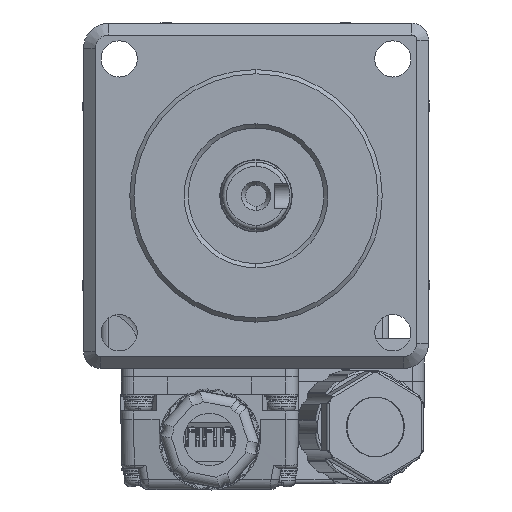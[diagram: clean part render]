
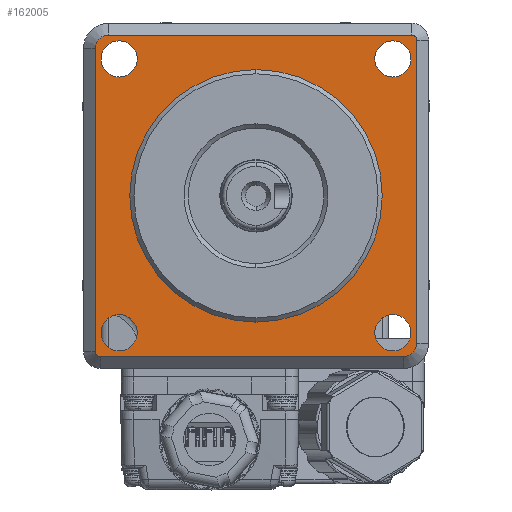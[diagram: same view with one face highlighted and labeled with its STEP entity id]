
A CAD part, front view. The second image highlights one B-rep face of the part: STEP entity #162005.
In plain terms, the highlighted face is planar.
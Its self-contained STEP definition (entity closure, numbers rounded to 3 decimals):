
#158724=DIRECTION('',(-1.,0.,0.));
#158725=VECTOR('',#158724,36.);
#158726=CARTESIAN_POINT('',(17.5,-19.1,
2.6));
#158727=LINE('',#158726,#158725);
#158731=CARTESIAN_POINT('',(17.5,-17.5,2.6));
#158732=DIRECTION('',(0.,0.,-1.));
#158733=DIRECTION('',(1.,0.,0.));
#158734=AXIS2_PLACEMENT_3D('',#158731,#158732,#158733);
#158739=DIRECTION('',(0.,-1.,0.));
#158740=VECTOR('',#158739,36.);
#158741=CARTESIAN_POINT('',(19.1,18.5,
2.6));
#158742=LINE('',#158741,#158740);
#158746=CARTESIAN_POINT('',(18.5,18.5,2.6));
#158747=DIRECTION('',(0.,0.,-1.));
#158748=DIRECTION('',(0.,1.,0.));
#158749=AXIS2_PLACEMENT_3D('',#158746,#158747,#158748);
#158754=DIRECTION('',(1.,0.,0.));
#158755=VECTOR('',#158754,36.);
#158756=CARTESIAN_POINT('',(-17.5,19.1,
2.6));
#158757=LINE('',#158756,#158755);
#158761=CARTESIAN_POINT('',(-17.5,17.5,2.6));
#158762=DIRECTION('',(0.,0.,-1.));
#158763=DIRECTION('',(-1.,0.,0.));
#158764=AXIS2_PLACEMENT_3D('',#158761,#158762,#158763);
#158769=DIRECTION('',(0.,1.,0.));
#158770=VECTOR('',#158769,36.);
#158771=CARTESIAN_POINT('',(-19.1,-18.5,
2.6));
#158772=LINE('',#158771,#158770);
#158776=CARTESIAN_POINT('',(-18.5,-18.5,2.6));
#158777=DIRECTION('',(0.,0.,-1.));
#158778=DIRECTION('',(0.,-1.,0.));
#158779=AXIS2_PLACEMENT_3D('',#158776,#158777,#158778);
#158784=CARTESIAN_POINT('',(0.,0.,2.6));
#158785=DIRECTION('',(0.,0.,1.));
#158786=DIRECTION('',(-1.,0.,0.));
#158787=AXIS2_PLACEMENT_3D('',#158784,#158785,#158786);
#158792=CARTESIAN_POINT('',(0.,0.,2.6));
#158793=DIRECTION('',(0.,0.,1.));
#158794=DIRECTION('',(1.,0.,0.));
#158795=AXIS2_PLACEMENT_3D('',#158792,#158793,#158794);
#158800=CARTESIAN_POINT('',(16.263,16.263,2.6));
#158801=DIRECTION('',(0.,0.,1.));
#158802=DIRECTION('',(1.,0.,0.));
#158803=AXIS2_PLACEMENT_3D('',#158800,#158801,#158802);
#158808=CARTESIAN_POINT('',(16.263,16.263,2.6));
#158809=DIRECTION('',(0.,0.,1.));
#158810=DIRECTION('',(-1.,0.,0.));
#158811=AXIS2_PLACEMENT_3D('',#158808,#158809,#158810);
#158816=CARTESIAN_POINT('',(-16.263,16.263,2.6));
#158817=DIRECTION('',(0.,0.,1.));
#158818=DIRECTION('',(1.,0.,0.));
#158819=AXIS2_PLACEMENT_3D('',#158816,#158817,#158818);
#158824=CARTESIAN_POINT('',(-16.263,16.263,2.6));
#158825=DIRECTION('',(0.,0.,1.));
#158826=DIRECTION('',(-1.,0.,0.));
#158827=AXIS2_PLACEMENT_3D('',#158824,#158825,#158826);
#158832=CARTESIAN_POINT('',(-16.263,-16.263,2.6));
#158833=DIRECTION('',(0.,0.,1.));
#158834=DIRECTION('',(1.,0.,0.));
#158835=AXIS2_PLACEMENT_3D('',#158832,#158833,#158834);
#158840=CARTESIAN_POINT('',(-16.263,-16.263,2.6));
#158841=DIRECTION('',(0.,0.,1.));
#158842=DIRECTION('',(-1.,0.,0.));
#158843=AXIS2_PLACEMENT_3D('',#158840,#158841,#158842);
#158848=CARTESIAN_POINT('',(16.263,-16.263,2.6));
#158849=DIRECTION('',(0.,0.,1.));
#158850=DIRECTION('',(1.,0.,0.));
#158851=AXIS2_PLACEMENT_3D('',#158848,#158849,#158850);
#158856=CARTESIAN_POINT('',(16.263,-16.263,2.6));
#158857=DIRECTION('',(0.,0.,1.));
#158858=DIRECTION('',(-1.,0.,0.));
#158859=AXIS2_PLACEMENT_3D('',#158856,#158857,#158858);
#160770=CARTESIAN_POINT('',(17.5,-19.1,
2.6));
#160771=CARTESIAN_POINT('',(-18.5,-19.1,
2.6));
#160772=VERTEX_POINT('',#160770);
#160773=VERTEX_POINT('',#160771);
#160796=CARTESIAN_POINT('',(-19.1,-18.5,
2.6));
#160797=VERTEX_POINT('',#160796);
#160888=CARTESIAN_POINT('',(-19.1,17.5,
2.6));
#160889=CARTESIAN_POINT('',(-17.5,19.1,
2.6));
#160890=VERTEX_POINT('',#160888);
#160891=VERTEX_POINT('',#160889);
#160912=CARTESIAN_POINT('',(18.413,16.263,2.6));
#160914=VERTEX_POINT('',#160912);
#160963=CARTESIAN_POINT('',(14.113,16.263,2.6));
#160965=VERTEX_POINT('',#160963);
#160999=CARTESIAN_POINT('',(-15.,0.,2.6));
#161000=CARTESIAN_POINT('',(15.,0.,2.6));
#161001=VERTEX_POINT('',#160999);
#161002=VERTEX_POINT('',#161000);
#161026=CARTESIAN_POINT('',(19.1,-17.5,
2.6));
#161027=VERTEX_POINT('',#161026);
#161060=CARTESIAN_POINT('',(19.1,18.5,
2.6));
#161061=VERTEX_POINT('',#161060);
#161065=CARTESIAN_POINT('',(18.5,19.1,
2.6));
#161066=VERTEX_POINT('',#161065);
#161146=CARTESIAN_POINT('',(18.413,-16.263,2.6));
#161147=VERTEX_POINT('',#161146);
#161148=CARTESIAN_POINT('',(-18.413,16.263,2.6));
#161149=CARTESIAN_POINT('',(-14.113,16.263,2.6));
#161150=VERTEX_POINT('',#161148);
#161151=VERTEX_POINT('',#161149);
#161153=CARTESIAN_POINT('',(14.113,-16.263,2.6));
#161154=VERTEX_POINT('',#161153);
#161159=CARTESIAN_POINT('',(-14.113,-16.263,2.6));
#161160=CARTESIAN_POINT('',(-18.413,-16.263,2.6));
#161161=VERTEX_POINT('',#161159);
#161162=VERTEX_POINT('',#161160);
#161958=CARTESIAN_POINT('',(0.,0.,2.6));
#161959=DIRECTION('',(0.,0.,-1.));
#161960=DIRECTION('',(-1.,0.,0.));
#161961=AXIS2_PLACEMENT_3D('',#161958,#161959,#161960);
#161962=PLANE('',#161961);
#161963=ORIENTED_EDGE('',*,*,#161894,.F.);
#161964=ORIENTED_EDGE('',*,*,#161879,.F.);
#161966=ORIENTED_EDGE('',*,*,#161965,.F.);
#161968=ORIENTED_EDGE('',*,*,#161967,.F.);
#161969=ORIENTED_EDGE('',*,*,#161950,.F.);
#161970=ORIENTED_EDGE('',*,*,#161939,.F.);
#161971=ORIENTED_EDGE('',*,*,#161924,.F.);
#161972=ORIENTED_EDGE('',*,*,#161909,.F.);
#161973=EDGE_LOOP('',(#161963,#161964,#161966,#161968,#161969,#161970,#161971,
#161972));
#161974=FACE_OUTER_BOUND('',#161973,.F.);
#161976=ORIENTED_EDGE('',*,*,#161975,.F.);
#161978=ORIENTED_EDGE('',*,*,#161977,.F.);
#161979=EDGE_LOOP('',(#161976,#161978));
#161980=FACE_BOUND('',#161979,.F.);
#161982=ORIENTED_EDGE('',*,*,#161981,.F.);
#161984=ORIENTED_EDGE('',*,*,#161983,.F.);
#161985=EDGE_LOOP('',(#161982,#161984));
#161986=FACE_BOUND('',#161985,.F.);
#161988=ORIENTED_EDGE('',*,*,#161987,.F.);
#161990=ORIENTED_EDGE('',*,*,#161989,.F.);
#161991=EDGE_LOOP('',(#161988,#161990));
#161992=FACE_BOUND('',#161991,.F.);
#161994=ORIENTED_EDGE('',*,*,#161993,.F.);
#161996=ORIENTED_EDGE('',*,*,#161995,.F.);
#161997=EDGE_LOOP('',(#161994,#161996));
#161998=FACE_BOUND('',#161997,.F.);
#162000=ORIENTED_EDGE('',*,*,#161999,.F.);
#162002=ORIENTED_EDGE('',*,*,#162001,.F.);
#162003=EDGE_LOOP('',(#162000,#162002));
#162004=FACE_BOUND('',#162003,.F.);
#158735=CIRCLE('',#158734,1.6);
#158750=CIRCLE('',#158749,0.6);
#158765=CIRCLE('',#158764,1.6);
#158780=CIRCLE('',#158779,0.6);
#158788=CIRCLE('',#158787,15.);
#158796=CIRCLE('',#158795,15.);
#158804=CIRCLE('',#158803,2.15);
#158812=CIRCLE('',#158811,2.15);
#158820=CIRCLE('',#158819,2.15);
#158828=CIRCLE('',#158827,2.15);
#158836=CIRCLE('',#158835,2.15);
#158844=CIRCLE('',#158843,2.15);
#158852=CIRCLE('',#158851,2.15);
#158860=CIRCLE('',#158859,2.15);
#161879=EDGE_CURVE('',#161027,#160772,#158735,.T.);
#161894=EDGE_CURVE('',#160772,#160773,#158727,.T.);
#161909=EDGE_CURVE('',#160773,#160797,#158780,.T.);
#161924=EDGE_CURVE('',#160797,#160890,#158772,.T.);
#161939=EDGE_CURVE('',#160890,#160891,#158765,.T.);
#161950=EDGE_CURVE('',#160891,#161066,#158757,.T.);
#161965=EDGE_CURVE('',#161061,#161027,#158742,.T.);
#161967=EDGE_CURVE('',#161066,#161061,#158750,.T.);
#161975=EDGE_CURVE('',#161001,#161002,#158788,.T.);
#161977=EDGE_CURVE('',#161002,#161001,#158796,.T.);
#161981=EDGE_CURVE('',#160914,#160965,#158804,.T.);
#161983=EDGE_CURVE('',#160965,#160914,#158812,.T.);
#161987=EDGE_CURVE('',#161151,#161150,#158820,.T.);
#161989=EDGE_CURVE('',#161150,#161151,#158828,.T.);
#161993=EDGE_CURVE('',#161161,#161162,#158836,.T.);
#161995=EDGE_CURVE('',#161162,#161161,#158844,.T.);
#161999=EDGE_CURVE('',#161147,#161154,#158852,.T.);
#162001=EDGE_CURVE('',#161154,#161147,#158860,.T.);
#162005=ADVANCED_FACE('',(#161974,#161980,#161986,#161992,#161998,#162004),
#161962,.T.);
